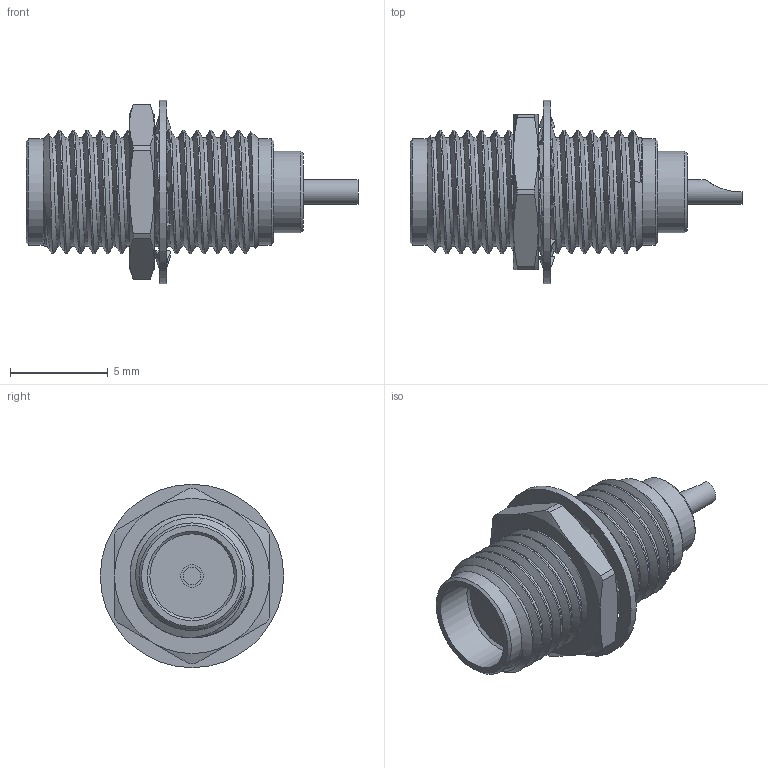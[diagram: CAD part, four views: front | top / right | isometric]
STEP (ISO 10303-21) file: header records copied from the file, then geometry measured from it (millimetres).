
FILE_DESCRIPTION (( 'STEP AP214' ), '1' );
FILE_NAME ('FMCN4411_3D.step', '2023-01-06T20:49:01', ( '' ), ( '' ), 'SwSTEP 2.0', 'SolidWorks 2022', '' );
FILE_SCHEMA (( 'AUTOMOTIVE_DESIGN' ));
Length unit declared in the file: inch
Products named in the file (1): FMCN4411_3D
Bounding box: 17.02 x 9.4 x 9.4 mm (x, y, z)
Volume: 314.1 mm3; surface area: 621.4 mm2
Topology: 3 solids, 3 shells, 126 faces, 366 edges, 251 vertices
Faces by surface type: bspline 46, plane 30, cylinder 28, cone 22
Full cylindrical faces by diameter (mm): 0.889 x1, 0.914 x1, 1.168 x1, 1.27 x1, 4.164 x1, 4.572 x1, 5.436 x2, 9.398 x1
Entity records: 10127 total; most frequent: CARTESIAN_POINT 7179, ORIENTED_EDGE 684, DIRECTION 452, EDGE_CURVE 342, VERTEX_POINT 244, AXIS2_PLACEMENT_3D 173, EDGE_LOOP 148, B_SPLINE_CURVE_WITH_KNOTS 135
